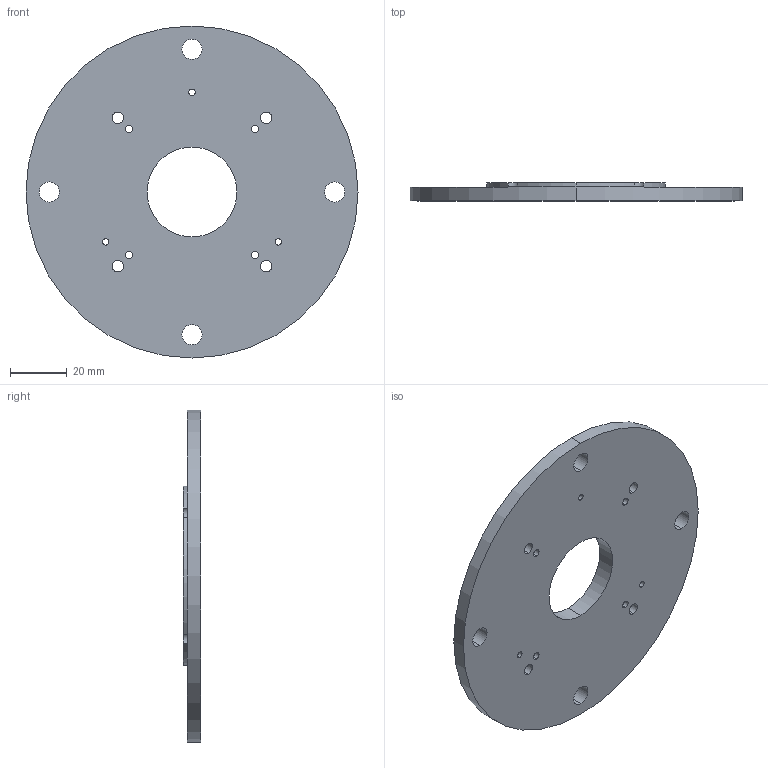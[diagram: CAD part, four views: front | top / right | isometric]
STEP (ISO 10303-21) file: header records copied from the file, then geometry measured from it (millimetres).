
FILE_DESCRIPTION (( 'STEP AP203' ), '1' );
FILE_NAME ('09915-001.STEP', '2019-04-18T14:28:23', ( '' ), ( '' ), 'SwSTEP 2.0', 'SolidWorks 2017', '' );
FILE_SCHEMA (( 'CONFIG_CONTROL_DESIGN' ));
Length unit declared in the file: inch
Products named in the file (1): 09915-001
Bounding box: 117.35 x 6.35 x 117.35 mm (x, y, z)
Volume: 50721.9 mm3; surface area: 23231.6 mm2
Topology: 1 solids, 1 shells, 48 faces, 135 edges, 90 vertices
Faces by surface type: cylinder 45, plane 3
Entity records: 1752 total; most frequent: DIRECTION 323, CARTESIAN_POINT 274, ORIENTED_EDGE 270, AXIS2_PLACEMENT_3D 139, EDGE_CURVE 135, CIRCLE 90, VERTEX_POINT 90, EDGE_LOOP 81
